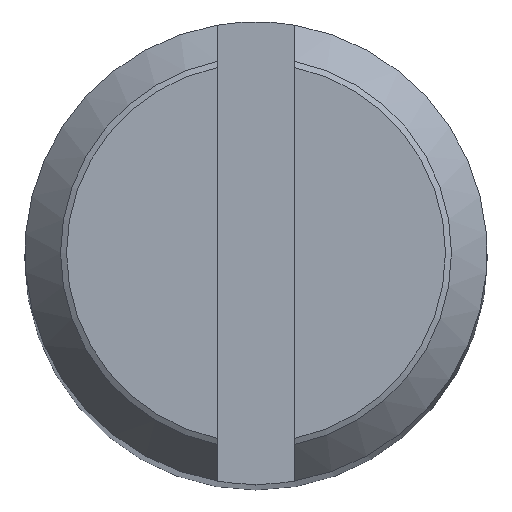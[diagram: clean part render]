
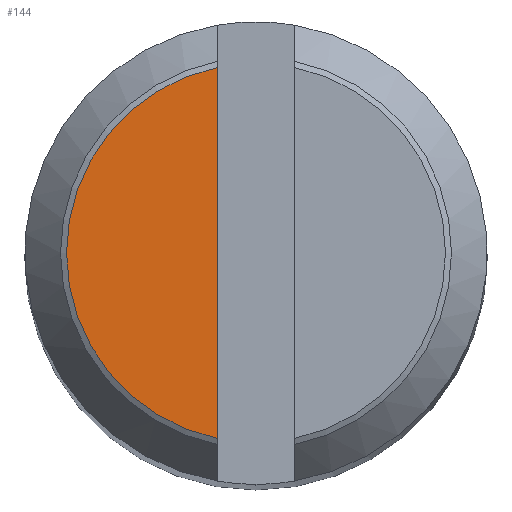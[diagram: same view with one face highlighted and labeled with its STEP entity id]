
A CAD part, top view. The second image highlights one B-rep face of the part: STEP entity #144.
In plain terms, the highlighted planar face has unit normal (0, 0, 1).
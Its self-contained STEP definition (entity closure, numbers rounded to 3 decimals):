
#144=ADVANCED_FACE('',(#364),#365,.T.);
#234=VERTEX_POINT('',#463);
#240=VERTEX_POINT('',#469);
#242=EDGE_CURVE('',#240,#234,#471,.T.);
#294=EDGE_CURVE('',#234,#240,#523,.T.);
#364=FACE_OUTER_BOUND('',#583,.T.);
#365=PLANE('',#584);
#463=CARTESIAN_POINT('',(-0.5,-2.407,50.0));
#469=CARTESIAN_POINT('',(-0.5,2.407,50.0));
#471=CIRCLE('',#731,2.459);
#523=LINE('',#868,#869);
#583=EDGE_LOOP('',(#1003,#1004));
#584=AXIS2_PLACEMENT_3D('',#1005,#1006,#1007);
#731=AXIS2_PLACEMENT_3D('',#1105,#1106,#1107);
#868=CARTESIAN_POINT('',(-0.5,0.625,50.0));
#869=VECTOR('',#1125,1.0);
#1003=ORIENTED_EDGE('',*,*,#242,.T.);
#1004=ORIENTED_EDGE('',*,*,#294,.T.);
#1005=CARTESIAN_POINT('',(0.,1.25,50.0));
#1006=DIRECTION('',(0.0,0.0,1.0));
#1007=DIRECTION('',(1.0,-0.0,0.0));
#1105=CARTESIAN_POINT('',(0.,0.,50.0));
#1106=DIRECTION('',(0.0,0.0,1.0));
#1107=DIRECTION('',(0.,1.0,0.0));
#1125=DIRECTION('',(0.,1.0,0.0));
